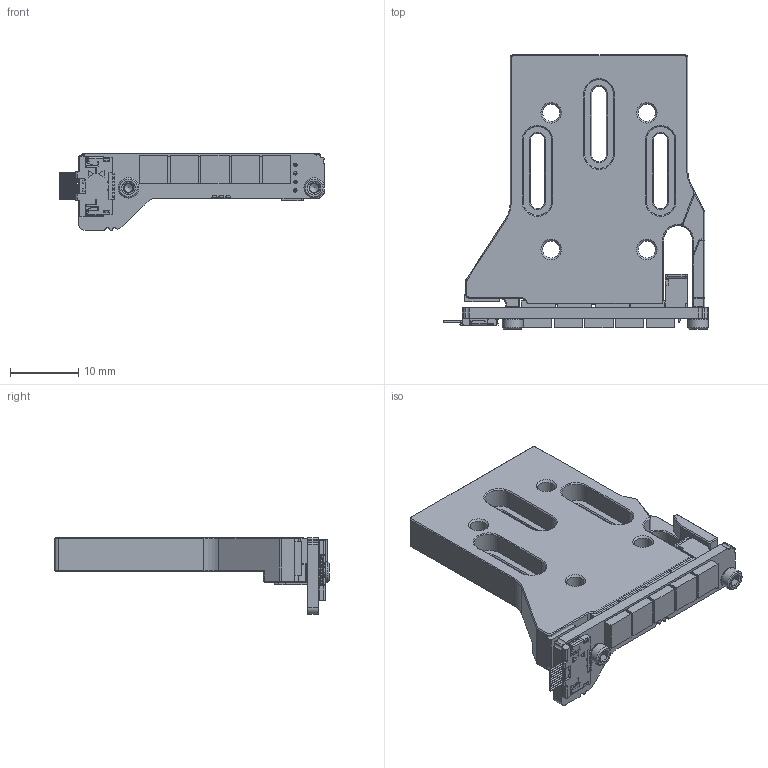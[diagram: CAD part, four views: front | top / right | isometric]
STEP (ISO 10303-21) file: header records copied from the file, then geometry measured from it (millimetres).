
FILE_DESCRIPTION(/* description */ (''),/* implementation_level */ '2;1');
FILE_NAME(/* name */ 'VCSEL-SLIM-W-AR_LW.stp',/* time_stamp */ '2023-10-18T12:38:25+02:00',/* author */ (''),/* organization */ (''),/* preprocessor_version */ 'ST-DEVELOPER v18.102',/* originating_system */ 'SIEMENS PLM Software NX2206.6002',/* authorisation */ '');
FILE_SCHEMA (('AUTOMOTIVE_DESIGN { 1 0 10303 214 3 1 1 1 }'));
Length unit declared in the file: millimetre
Products named in the file (7): 001792_01; 001771_01; 001774_01; 001392_01; 001008_01; 002296_01_MODEL; 001790_01
Assembly tree (11 placements, depth 3):
  001790_01
    001008_01  x2
    001392_01  x5
    001774_01
    001771_01
    002296_01_MODEL
      001792_01
Bounding box: 38.73 x 40.15 x 11.2 mm (x, y, z)
Volume: 5171.2 mm3; surface area: 5170.3 mm2
Topology: 17 solids, 19 shells, 1722 faces, 4589 edges, 2950 vertices
Faces by surface type: plane 1362, cylinder 262, cone 92, torus 4, sphere 2
Full cylindrical faces by diameter (mm): 0.5 x4, 1.3 x4, 1.6 x4, 2 x2, 2.5 x4, 3 x2
Entity records: 51728 total; most frequent: CARTESIAN_POINT 9243, ORIENTED_EDGE 8882, DIRECTION 8351, EDGE_CURVE 4441, LINE 3801, VECTOR 3801, VERTEX_POINT 2871, AXIS2_PLACEMENT_3D 2275
